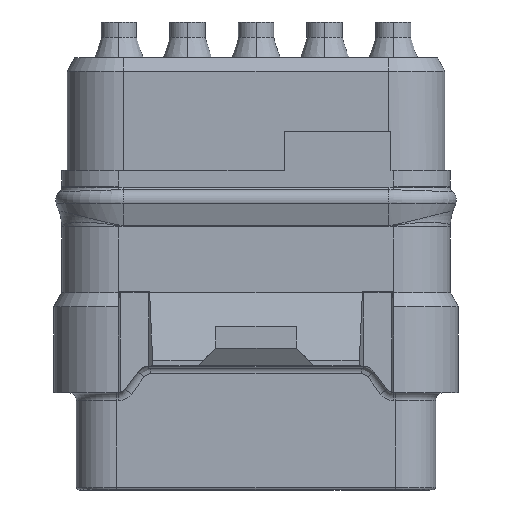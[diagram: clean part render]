
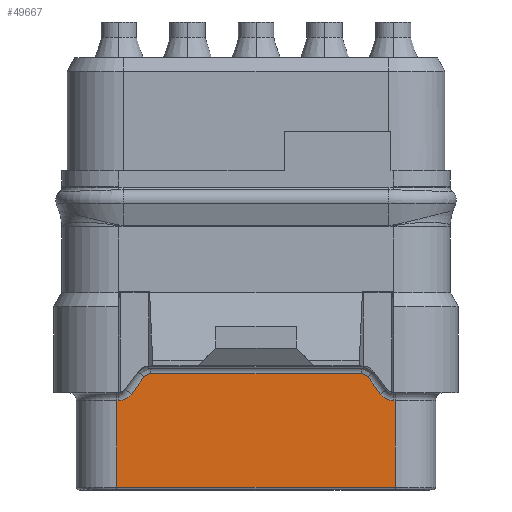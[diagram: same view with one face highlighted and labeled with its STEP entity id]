
A CAD part, front view. The second image highlights one B-rep face of the part: STEP entity #49667.
In plain terms, the highlighted planar face has unit normal (0, -1, 0).
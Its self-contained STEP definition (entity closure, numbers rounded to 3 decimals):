
#889=DIRECTION('',(-1.,0.,0.));
#890=VECTOR('',#889,0.06);
#891=CARTESIAN_POINT('',(-5.1,-5.81,-8.53));
#892=LINE('',#891,#890);
#903=CARTESIAN_POINT('',(-5.1,-5.81,-7.93));
#904=DIRECTION('',(0.,1.,0.));
#905=DIRECTION('',(0.8,0.,-0.6));
#906=AXIS2_PLACEMENT_3D('',#903,#904,#905);
#1537=CARTESIAN_POINT('',(5.1,-5.81,-7.93));
#1538=DIRECTION('',(0.,1.,0.));
#1539=DIRECTION('',(0.,0.,-1.));
#1540=AXIS2_PLACEMENT_3D('',#1537,#1538,#1539);
#1870=DIRECTION('',(0.,0.,-1.));
#1871=VECTOR('',#1870,3.21);
#1872=CARTESIAN_POINT('',(-5.16,-5.81,-8.53));
#1873=LINE('',#1872,#1871);
#1874=DIRECTION('',(0.,0.,-1.));
#1875=VECTOR('',#1874,3.21);
#1876=CARTESIAN_POINT('',(5.16,-5.81,-8.53));
#1877=LINE('',#1876,#1875);
#1887=DIRECTION('',(-0.6,0.,-0.8));
#1888=VECTOR('',#1887,0.8);
#1889=CARTESIAN_POINT('',(-4.14,-5.81,-7.65));
#1890=LINE('',#1889,#1888);
#1904=CARTESIAN_POINT('',(-3.9,-5.81,-7.83));
#1905=DIRECTION('',(0.,-1.,0.));
#1906=DIRECTION('',(0.,0.,1.));
#1907=AXIS2_PLACEMENT_3D('',#1904,#1905,#1906);
#1976=CARTESIAN_POINT('',(3.9,-5.81,-7.83));
#1977=DIRECTION('',(0.,-1.,0.));
#1978=DIRECTION('',(0.8,0.,0.6));
#1979=AXIS2_PLACEMENT_3D('',#1976,#1977,#1978);
#2042=DIRECTION('',(-1.,0.,0.));
#2043=VECTOR('',#2042,7.8);
#2044=CARTESIAN_POINT('',(3.9,-5.81,-7.53));
#2045=LINE('',#2044,#2043);
#2059=DIRECTION('',(-0.6,0.,0.8));
#2060=VECTOR('',#2059,0.8);
#2061=CARTESIAN_POINT('',(4.62,-5.81,-8.29));
#2062=LINE('',#2061,#2060);
#2068=DIRECTION('',(-1.,0.,0.));
#2069=VECTOR('',#2068,0.06);
#2070=CARTESIAN_POINT('',(5.16,-5.81,-8.53));
#2071=LINE('',#2070,#2069);
#4179=DIRECTION('',(-1.,0.,0.));
#4180=VECTOR('',#4179,10.32);
#4181=CARTESIAN_POINT('',(5.16,-5.81,-11.74));
#4182=LINE('',#4181,#4180);
#38436=CARTESIAN_POINT('',(5.16,-5.81,-11.74));
#38437=VERTEX_POINT('',#38436);
#38440=CARTESIAN_POINT('',(-5.16,-5.81,-11.74));
#38441=VERTEX_POINT('',#38440);
#38518=CARTESIAN_POINT('',(-5.16,-5.81,-8.53));
#38519=VERTEX_POINT('',#38518);
#38520=CARTESIAN_POINT('',(-5.1,-5.81,-8.53));
#38521=VERTEX_POINT('',#38520);
#38522=CARTESIAN_POINT('',(-4.62,-5.81,-8.29));
#38523=VERTEX_POINT('',#38522);
#38528=CARTESIAN_POINT('',(-4.14,-5.81,-7.65));
#38529=VERTEX_POINT('',#38528);
#38530=CARTESIAN_POINT('',(-3.9,-5.81,-7.53));
#38531=VERTEX_POINT('',#38530);
#38532=CARTESIAN_POINT('',(3.9,-5.81,-7.53));
#38533=VERTEX_POINT('',#38532);
#38534=CARTESIAN_POINT('',(4.14,-5.81,-7.65));
#38535=VERTEX_POINT('',#38534);
#38540=CARTESIAN_POINT('',(4.62,-5.81,-8.29));
#38541=VERTEX_POINT('',#38540);
#38542=CARTESIAN_POINT('',(5.1,-5.81,-8.53));
#38543=VERTEX_POINT('',#38542);
#38544=CARTESIAN_POINT('',(5.16,-5.81,-8.53));
#38545=VERTEX_POINT('',#38544);
#49640=CARTESIAN_POINT('',(5.16,-5.81,-8.23));
#49641=DIRECTION('',(0.,-1.,0.));
#49642=DIRECTION('',(-1.,0.,0.));
#49643=AXIS2_PLACEMENT_3D('',#49640,#49641,#49642);
#49644=PLANE('',#49643);
#49645=ORIENTED_EDGE('',*,*,#48089,.F.);
#49646=ORIENTED_EDGE('',*,*,#48107,.F.);
#49648=ORIENTED_EDGE('',*,*,#49647,.F.);
#49650=ORIENTED_EDGE('',*,*,#49649,.F.);
#49652=ORIENTED_EDGE('',*,*,#49651,.F.);
#49654=ORIENTED_EDGE('',*,*,#49653,.F.);
#49656=ORIENTED_EDGE('',*,*,#49655,.F.);
#49657=ORIENTED_EDGE('',*,*,#49180,.F.);
#49659=ORIENTED_EDGE('',*,*,#49658,.F.);
#49661=ORIENTED_EDGE('',*,*,#49660,.T.);
#49663=ORIENTED_EDGE('',*,*,#49662,.T.);
#49664=ORIENTED_EDGE('',*,*,#49632,.F.);
#49665=EDGE_LOOP('',(#49645,#49646,#49648,#49650,#49652,#49654,#49656,#49657,
#49659,#49661,#49663,#49664));
#49666=FACE_OUTER_BOUND('',#49665,.F.);
#49667=ADVANCED_FACE('',(#49666),#49644,.T.);
#907=CIRCLE('',#906,0.6);
#1541=CIRCLE('',#1540,0.6);
#1908=CIRCLE('',#1907,0.3);
#1980=CIRCLE('',#1979,0.3);
#48089=EDGE_CURVE('',#38521,#38519,#892,.T.);
#48107=EDGE_CURVE('',#38523,#38521,#907,.T.);
#49180=EDGE_CURVE('',#38543,#38541,#1541,.T.);
#49632=EDGE_CURVE('',#38519,#38441,#1873,.T.);
#49647=EDGE_CURVE('',#38529,#38523,#1890,.T.);
#49649=EDGE_CURVE('',#38531,#38529,#1908,.T.);
#49651=EDGE_CURVE('',#38533,#38531,#2045,.T.);
#49653=EDGE_CURVE('',#38535,#38533,#1980,.T.);
#49655=EDGE_CURVE('',#38541,#38535,#2062,.T.);
#49658=EDGE_CURVE('',#38545,#38543,#2071,.T.);
#49660=EDGE_CURVE('',#38545,#38437,#1877,.T.);
#49662=EDGE_CURVE('',#38437,#38441,#4182,.T.);
